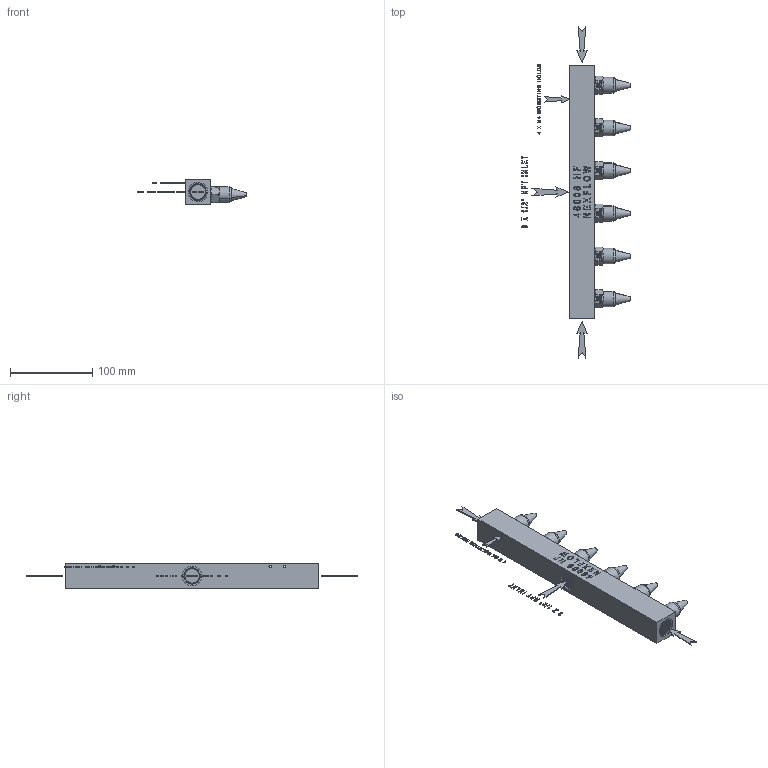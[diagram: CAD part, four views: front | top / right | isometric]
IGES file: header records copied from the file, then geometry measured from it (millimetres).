
Start section: START RECORD GO HERE.
Global section: file name: 46006HF+47004.igs; native system: DASSAULT SYSTEMES CATIA V5 R20 - www.3ds.com; preprocessor: CATIA Version 5 Release 20 ; author: DESIGNENG; organization: KJNDESIGN; date: 20150321.151341; units: millimetre
Bounding box: 132.49 x 404.14 x 31.5 mm (x, y, z)
Volume: 340255.8 mm3; surface area: 76289.6 mm2
Topology: 43 solids, 43 shells, 3898 faces, 10421 edges, 6622 vertices
Faces by surface type: bspline 1364, plane 1282, extrusion 759, revolution 493
